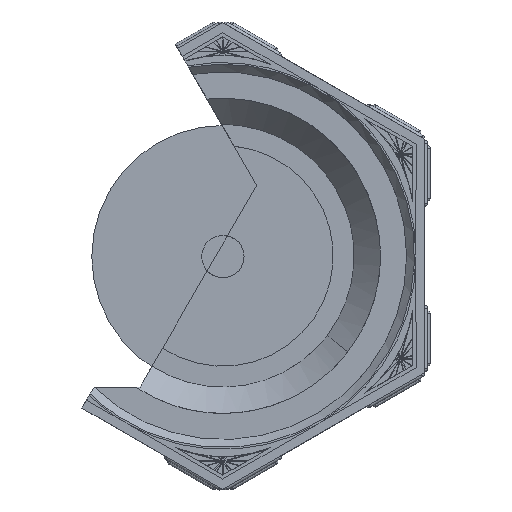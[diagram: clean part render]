
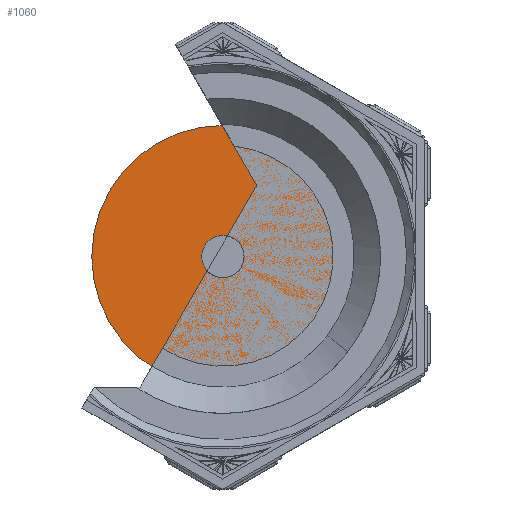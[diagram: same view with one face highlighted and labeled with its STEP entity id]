
A CAD part, top view. The second image highlights one B-rep face of the part: STEP entity #1060.
In plain terms, the highlighted planar face has unit normal (0, 0, 1).
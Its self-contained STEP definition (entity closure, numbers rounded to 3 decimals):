
#996=CARTESIAN_POINT('',(-86.438,49.857,-16.));
#997=VERTEX_POINT('',#996);
#1004=CARTESIAN_POINT('',(86.767,-50.143,-16.));
#1005=VERTEX_POINT('',#1004);
#1006=CARTESIAN_POINT('',(0.165,-0.143,-16.));
#1007=DIRECTION('',(0.,0.,1.));
#1008=DIRECTION('',(0.866,-0.5,0.));
#1009=AXIS2_PLACEMENT_3D('',#1006,#1007,#1008);
#1010=CIRCLE('',#1009,100.);
#1011=EDGE_CURVE('',#1005,#997,#1010,.T.);
#1013=CARTESIAN_POINT('',(0.165,-0.143,-16.));
#1014=DIRECTION('',(0.,0.,1.));
#1015=DIRECTION('',(0.866,-0.5,0.));
#1016=AXIS2_PLACEMENT_3D('',#1013,#1014,#1015);
#1017=CIRCLE('',#1016,100.);
#1018=EDGE_CURVE('',#997,#1005,#1017,.T.);
#1040=CARTESIAN_POINT('',(0.165,-0.143,-16.));
#1041=DIRECTION('',(0.,0.,1.));
#1042=DIRECTION('',(0.866,-0.5,0.));
#1043=AXIS2_PLACEMENT_3D('',#1040,#1041,#1042);
#1044=PLANE('',#1043);
#1045=CARTESIAN_POINT('',(16.125,-0.,-16.));
#1046=VERTEX_POINT('',#1045);
#1047=CARTESIAN_POINT('',(0.,0.,-16.));
#1048=DIRECTION('',(0.,0.,1.));
#1049=DIRECTION('',(1.,0.,-0.));
#1050=AXIS2_PLACEMENT_3D('',#1047,#1048,#1049);
#1051=CIRCLE('',#1050,16.125);
#1052=EDGE_CURVE('',#1046,#1046,#1051,.T.);
#1053=ORIENTED_EDGE('',*,*,#1052,.F.);
#1054=EDGE_LOOP('',(#1053));
#1055=FACE_BOUND('',#1054,.T.);
#1056=ORIENTED_EDGE('',*,*,#1011,.T.);
#1057=ORIENTED_EDGE('',*,*,#1018,.T.);
#1058=EDGE_LOOP('',(#1056,#1057));
#1059=FACE_BOUND('',#1058,.T.);
#1060=ADVANCED_FACE('',(#1055,#1059),#1044,.T.);
